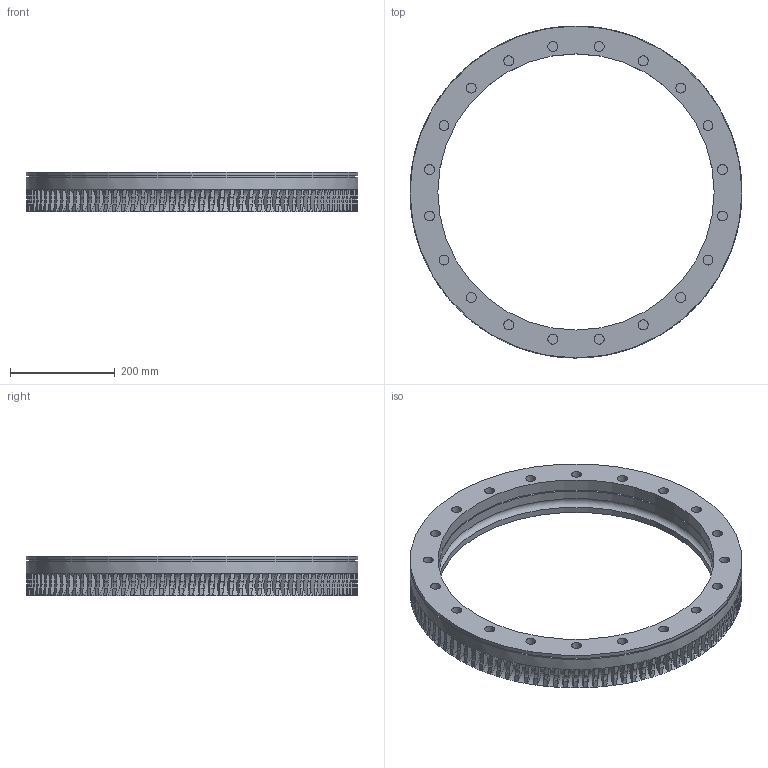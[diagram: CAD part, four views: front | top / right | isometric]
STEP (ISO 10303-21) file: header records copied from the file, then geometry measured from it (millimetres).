
FILE_DESCRIPTION( ( '' ), ' ' );
FILE_NAME( '5dfa4c754e01b0126b9427b1.step', '2019-12-18T15:57:41', ( '' ), ( '' ), ' ', ' ', ' ' );
FILE_SCHEMA( ( 'AUTOMOTIVE_DESIGN { 1 0 10303 214 1 1 1 1 }' ) );
Length unit declared in the file: metre
Products named in the file (1): Part 2
Bounding box: 635.28 x 635.28 x 76.2 mm (x, y, z)
Volume: 6555548.7 mm3; surface area: 638061.8 mm2
Topology: 1 solids, 1 shells, 886 faces, 2266 edges, 1406 vertices
Faces by surface type: plane 650, torus 209, cylinder 27
Full cylindrical faces by diameter (mm): 19.05 x20, 528.68 x3, 540.68 x1, 623.28 x1, 635.28 x2
Entity records: 42714 total; most frequent: CARTESIAN_POINT 15242, ORIENTED_EDGE 4474, DIRECTION 3856, EDGE_CURVE 2237, VERTEX_POINT 1406, AXIS2_PLACEMENT_3D 1356, LINE 1144, VECTOR 1144
